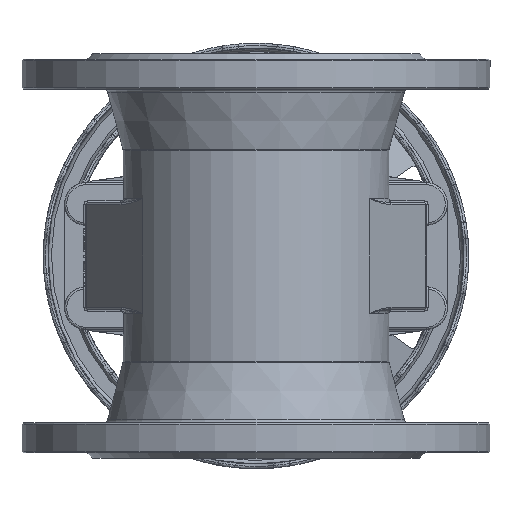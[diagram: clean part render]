
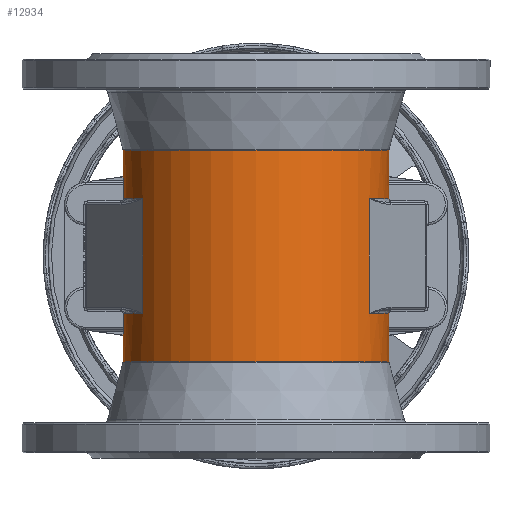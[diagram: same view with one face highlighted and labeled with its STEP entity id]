
A CAD part, front view. The second image highlights one B-rep face of the part: STEP entity #12934.
In plain terms, the highlighted cylindrical face has radius 62.5 mm (diameter 125 mm), a full revolution.
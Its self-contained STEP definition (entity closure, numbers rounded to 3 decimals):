
#1420=CYLINDRICAL_SURFACE('',#13890,62.5);
#1683=FACE_OUTER_BOUND('',#2477,.T.);
#2477=EDGE_LOOP('',(#8455,#8456,#8457,#8458,#8459,#8460,#8461,#8462,#8463,
#8464,#8465,#8466,#8467,#8468,#8469,#8470,#8471,#8472,#8473,#8474,#8475));
#3318=LINE('',#23948,#3881);
#3319=LINE('',#23952,#3882);
#3320=LINE('',#23956,#3883);
#3321=LINE('',#23961,#3884);
#3322=LINE('',#23965,#3885);
#3323=LINE('',#23969,#3886);
#3324=LINE('',#23973,#3887);
#3325=LINE('',#23977,#3888);
#3881=VECTOR('',#15332,62.5);
#3882=VECTOR('',#15335,10.);
#3883=VECTOR('',#15338,62.5);
#3884=VECTOR('',#15343,10.);
#3885=VECTOR('',#15346,10.);
#3886=VECTOR('',#15349,10.);
#3887=VECTOR('',#15352,10.);
#3888=VECTOR('',#15355,10.);
#4467=CIRCLE('',#13885,62.5);
#4468=CIRCLE('',#13886,62.5);
#4471=CIRCLE('',#13891,62.5);
#4472=CIRCLE('',#13892,62.5);
#4473=CIRCLE('',#13893,62.5);
#4474=CIRCLE('',#13894,62.5);
#4475=CIRCLE('',#13895,62.5);
#4476=CIRCLE('',#13896,62.5);
#4477=CIRCLE('',#13897,62.5);
#4478=CIRCLE('',#13898,62.5);
#4479=CIRCLE('',#13899,62.5);
#5157=VERTEX_POINT('',#23935);
#5158=VERTEX_POINT('',#23937);
#5161=VERTEX_POINT('',#23947);
#5162=VERTEX_POINT('',#23949);
#5163=VERTEX_POINT('',#23951);
#5164=VERTEX_POINT('',#23953);
#5165=VERTEX_POINT('',#23955);
#5166=VERTEX_POINT('',#23958);
#5167=VERTEX_POINT('',#23960);
#5168=VERTEX_POINT('',#23962);
#5169=VERTEX_POINT('',#23964);
#5170=VERTEX_POINT('',#23966);
#5171=VERTEX_POINT('',#23968);
#5172=VERTEX_POINT('',#23970);
#5173=VERTEX_POINT('',#23972);
#5174=VERTEX_POINT('',#23974);
#5175=VERTEX_POINT('',#23976);
#6395=EDGE_CURVE('',#5157,#5158,#4467,.T.);
#6396=EDGE_CURVE('',#5158,#5157,#4468,.T.);
#6400=EDGE_CURVE('',#5158,#5161,#3318,.T.);
#6401=EDGE_CURVE('',#5161,#5162,#4471,.T.);
#6402=EDGE_CURVE('',#5163,#5162,#3319,.T.);
#6403=EDGE_CURVE('',#5164,#5163,#4472,.T.);
#6404=EDGE_CURVE('',#5164,#5165,#3320,.T.);
#6405=EDGE_CURVE('',#5165,#5165,#4473,.T.);
#6406=EDGE_CURVE('',#5166,#5164,#4474,.T.);
#6407=EDGE_CURVE('',#5167,#5166,#3321,.T.);
#6408=EDGE_CURVE('',#5168,#5167,#4475,.T.);
#6409=EDGE_CURVE('',#5169,#5168,#3322,.T.);
#6410=EDGE_CURVE('',#5170,#5169,#4476,.T.);
#6411=EDGE_CURVE('',#5170,#5171,#3323,.T.);
#6412=EDGE_CURVE('',#5171,#5172,#4477,.T.);
#6413=EDGE_CURVE('',#5172,#5173,#3324,.T.);
#6414=EDGE_CURVE('',#5173,#5174,#4478,.T.);
#6415=EDGE_CURVE('',#5174,#5175,#3325,.T.);
#6416=EDGE_CURVE('',#5175,#5161,#4479,.T.);
#8455=ORIENTED_EDGE('',*,*,#6396,.F.);
#8456=ORIENTED_EDGE('',*,*,#6400,.T.);
#8457=ORIENTED_EDGE('',*,*,#6401,.T.);
#8458=ORIENTED_EDGE('',*,*,#6402,.F.);
#8459=ORIENTED_EDGE('',*,*,#6403,.F.);
#8460=ORIENTED_EDGE('',*,*,#6404,.T.);
#8461=ORIENTED_EDGE('',*,*,#6405,.F.);
#8462=ORIENTED_EDGE('',*,*,#6404,.F.);
#8463=ORIENTED_EDGE('',*,*,#6406,.F.);
#8464=ORIENTED_EDGE('',*,*,#6407,.F.);
#8465=ORIENTED_EDGE('',*,*,#6408,.F.);
#8466=ORIENTED_EDGE('',*,*,#6409,.F.);
#8467=ORIENTED_EDGE('',*,*,#6410,.F.);
#8468=ORIENTED_EDGE('',*,*,#6411,.T.);
#8469=ORIENTED_EDGE('',*,*,#6412,.T.);
#8470=ORIENTED_EDGE('',*,*,#6413,.T.);
#8471=ORIENTED_EDGE('',*,*,#6414,.T.);
#8472=ORIENTED_EDGE('',*,*,#6415,.T.);
#8473=ORIENTED_EDGE('',*,*,#6416,.T.);
#8474=ORIENTED_EDGE('',*,*,#6400,.F.);
#8475=ORIENTED_EDGE('',*,*,#6395,.F.);
#12934=ADVANCED_FACE('',(#1683),#1420,.T.);
#13885=AXIS2_PLACEMENT_3D('',#23938,#15319,#15320);
#13886=AXIS2_PLACEMENT_3D('',#23939,#15321,#15322);
#13890=AXIS2_PLACEMENT_3D('',#23946,#15330,#15331);
#13891=AXIS2_PLACEMENT_3D('',#23950,#15333,#15334);
#13892=AXIS2_PLACEMENT_3D('',#23954,#15336,#15337);
#13893=AXIS2_PLACEMENT_3D('',#23957,#15339,#15340);
#13894=AXIS2_PLACEMENT_3D('',#23959,#15341,#15342);
#13895=AXIS2_PLACEMENT_3D('',#23963,#15344,#15345);
#13896=AXIS2_PLACEMENT_3D('',#23967,#15347,#15348);
#13897=AXIS2_PLACEMENT_3D('',#23971,#15350,#15351);
#13898=AXIS2_PLACEMENT_3D('',#23975,#15353,#15354);
#13899=AXIS2_PLACEMENT_3D('',#23978,#15356,#15357);
#15319=DIRECTION('center_axis',(0.,0.,-1.));
#15320=DIRECTION('ref_axis',(-1.,0.,0.));
#15321=DIRECTION('center_axis',(0.,0.,-1.));
#15322=DIRECTION('ref_axis',(-1.,0.,0.));
#15330=DIRECTION('center_axis',(0.,0.,-1.));
#15331=DIRECTION('ref_axis',(-1.,0.,0.));
#15332=DIRECTION('',(0.,0.,1.));
#15333=DIRECTION('center_axis',(0.,0.,-1.));
#15334=DIRECTION('ref_axis',(0.94,0.341,0.));
#15335=DIRECTION('',(0.,0.,-1.));
#15336=DIRECTION('center_axis',(0.,0.,-1.));
#15337=DIRECTION('ref_axis',(0.94,0.341,0.));
#15338=DIRECTION('',(0.,0.,1.));
#15339=DIRECTION('center_axis',(0.,0.,1.));
#15340=DIRECTION('ref_axis',(-1.,0.,0.));
#15341=DIRECTION('center_axis',(0.,0.,-1.));
#15342=DIRECTION('ref_axis',(0.94,0.341,0.));
#15343=DIRECTION('',(0.,0.,-1.));
#15344=DIRECTION('center_axis',(0.,0.,-1.));
#15345=DIRECTION('ref_axis',(0.,1.,0.));
#15346=DIRECTION('',(0.,0.,1.));
#15347=DIRECTION('center_axis',(0.,0.,-1.));
#15348=DIRECTION('ref_axis',(-0.94,0.341,0.));
#15349=DIRECTION('',(0.,0.,-1.));
#15350=DIRECTION('center_axis',(0.,0.,-1.));
#15351=DIRECTION('ref_axis',(-0.94,0.341,0.));
#15352=DIRECTION('',(0.,0.,-1.));
#15353=DIRECTION('center_axis',(0.,0.,-1.));
#15354=DIRECTION('ref_axis',(0.,1.,0.));
#15355=DIRECTION('',(0.,0.,1.));
#15356=DIRECTION('center_axis',(0.,0.,-1.));
#15357=DIRECTION('ref_axis',(0.94,0.341,0.));
#23935=CARTESIAN_POINT('',(-62.5,0.,-141.737));
#23937=CARTESIAN_POINT('',(62.5,0.,-141.737));
#23938=CARTESIAN_POINT('Origin',(0.,0.,-141.737));
#23939=CARTESIAN_POINT('Origin',(0.,0.,-141.737));
#23946=CARTESIAN_POINT('Origin',(0.,0.,-19.));
#23947=CARTESIAN_POINT('',(62.5,0.,-119.));
#23948=CARTESIAN_POINT('',(62.5,0.,-19.));
#23949=CARTESIAN_POINT('',(53.302,-32.636,-119.));
#23950=CARTESIAN_POINT('Origin',(0.,0.,-119.));
#23951=CARTESIAN_POINT('',(53.302,-32.636,-65.));
#23952=CARTESIAN_POINT('',(53.302,-32.636,-19.));
#23953=CARTESIAN_POINT('',(62.5,0.,-65.));
#23954=CARTESIAN_POINT('Origin',(0.,0.,-65.));
#23955=CARTESIAN_POINT('',(62.5,0.,-42.263));
#23956=CARTESIAN_POINT('',(62.5,0.,-19.));
#23957=CARTESIAN_POINT('Origin',(0.,0.,-42.263));
#23958=CARTESIAN_POINT('',(21.318,58.752,-65.));
#23959=CARTESIAN_POINT('Origin',(0.,0.,-65.));
#23960=CARTESIAN_POINT('',(21.318,58.752,-60.));
#23961=CARTESIAN_POINT('',(21.318,58.752,-19.));
#23962=CARTESIAN_POINT('',(-21.318,58.752,-60.));
#23963=CARTESIAN_POINT('Origin',(0.,0.,-60.));
#23964=CARTESIAN_POINT('',(-21.318,58.752,-65.));
#23965=CARTESIAN_POINT('',(-21.318,58.752,-19.));
#23966=CARTESIAN_POINT('',(-53.302,-32.636,-65.));
#23967=CARTESIAN_POINT('Origin',(0.,0.,-65.));
#23968=CARTESIAN_POINT('',(-53.302,-32.636,-119.));
#23969=CARTESIAN_POINT('',(-53.302,-32.636,-19.));
#23970=CARTESIAN_POINT('',(-21.318,58.752,-119.));
#23971=CARTESIAN_POINT('Origin',(0.,0.,-119.));
#23972=CARTESIAN_POINT('',(-21.318,58.752,-124.));
#23973=CARTESIAN_POINT('',(-21.318,58.752,-165.));
#23974=CARTESIAN_POINT('',(21.318,58.752,-124.));
#23975=CARTESIAN_POINT('Origin',(0.,0.,-124.));
#23976=CARTESIAN_POINT('',(21.318,58.752,-119.));
#23977=CARTESIAN_POINT('',(21.318,58.752,-165.));
#23978=CARTESIAN_POINT('Origin',(0.,0.,-119.));
